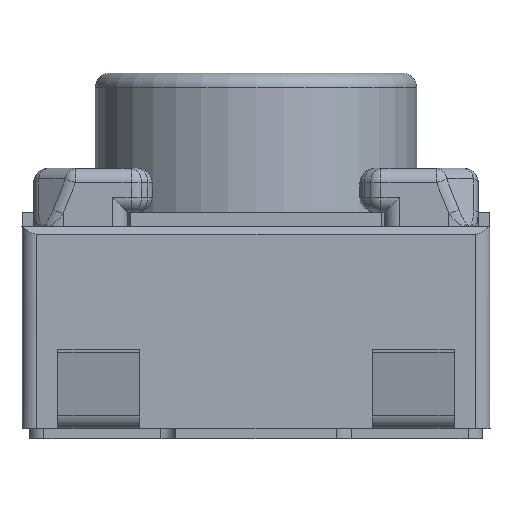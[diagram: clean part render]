
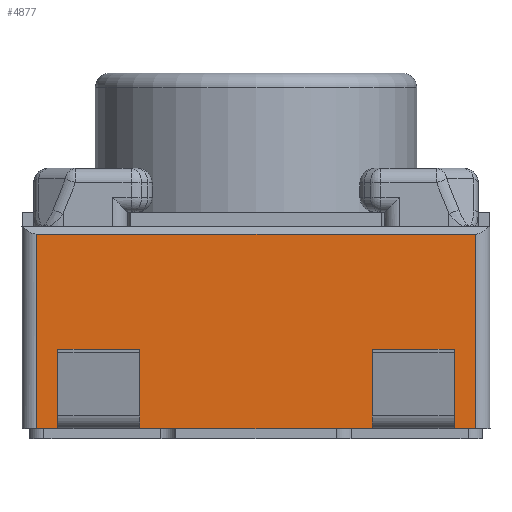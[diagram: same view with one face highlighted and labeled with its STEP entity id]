
A CAD part, front view. The second image highlights one B-rep face of the part: STEP entity #4877.
In plain terms, the highlighted face is planar.
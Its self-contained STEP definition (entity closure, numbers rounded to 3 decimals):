
#149=PLANE('',#5331);
#239=LINE('',#7411,#681);
#264=LINE('',#7477,#706);
#272=LINE('',#7497,#714);
#444=LINE('',#8087,#886);
#445=LINE('',#8089,#887);
#446=LINE('',#8090,#888);
#447=LINE('',#8092,#889);
#448=LINE('',#8094,#890);
#449=LINE('',#8095,#891);
#450=LINE('',#8097,#892);
#451=LINE('',#8099,#893);
#452=LINE('',#8100,#894);
#681=VECTOR('',#5811,10.);
#706=VECTOR('',#5858,10.);
#714=VECTOR('',#5876,10.);
#886=VECTOR('',#6348,10.);
#887=VECTOR('',#6349,10.);
#888=VECTOR('',#6350,10.);
#889=VECTOR('',#6351,10.);
#890=VECTOR('',#6352,10.);
#891=VECTOR('',#6353,10.);
#892=VECTOR('',#6354,10.);
#893=VECTOR('',#6355,10.);
#894=VECTOR('',#6356,10.);
#1325=FACE_OUTER_BOUND('',#1643,.T.);
#1643=EDGE_LOOP('',(#3802,#3803,#3804,#3805,#3806,#3807,#3808,#3809,#3810,
#3811,#3812,#3813));
#2167=VERTEX_POINT('',#7409);
#2168=VERTEX_POINT('',#7410);
#2180=VERTEX_POINT('',#7436);
#2198=VERTEX_POINT('',#7475);
#2200=VERTEX_POINT('',#7484);
#2205=VERTEX_POINT('',#7495);
#2395=VERTEX_POINT('',#8086);
#2396=VERTEX_POINT('',#8088);
#2397=VERTEX_POINT('',#8091);
#2398=VERTEX_POINT('',#8093);
#2399=VERTEX_POINT('',#8096);
#2400=VERTEX_POINT('',#8098);
#2591=EDGE_CURVE('',#2167,#2168,#239,.T.);
#2624=EDGE_CURVE('',#2180,#2198,#264,.T.);
#2634=EDGE_CURVE('',#2200,#2205,#272,.T.);
#2900=EDGE_CURVE('',#2395,#2168,#444,.T.);
#2901=EDGE_CURVE('',#2396,#2395,#445,.T.);
#2902=EDGE_CURVE('',#2180,#2396,#446,.T.);
#2903=EDGE_CURVE('',#2397,#2198,#447,.T.);
#2904=EDGE_CURVE('',#2398,#2397,#448,.T.);
#2905=EDGE_CURVE('',#2200,#2398,#449,.T.);
#2906=EDGE_CURVE('',#2399,#2205,#450,.T.);
#2907=EDGE_CURVE('',#2400,#2399,#451,.T.);
#2908=EDGE_CURVE('',#2167,#2400,#452,.T.);
#3802=ORIENTED_EDGE('',*,*,#2900,.F.);
#3803=ORIENTED_EDGE('',*,*,#2901,.F.);
#3804=ORIENTED_EDGE('',*,*,#2902,.F.);
#3805=ORIENTED_EDGE('',*,*,#2624,.T.);
#3806=ORIENTED_EDGE('',*,*,#2903,.F.);
#3807=ORIENTED_EDGE('',*,*,#2904,.F.);
#3808=ORIENTED_EDGE('',*,*,#2905,.F.);
#3809=ORIENTED_EDGE('',*,*,#2634,.T.);
#3810=ORIENTED_EDGE('',*,*,#2906,.F.);
#3811=ORIENTED_EDGE('',*,*,#2907,.F.);
#3812=ORIENTED_EDGE('',*,*,#2908,.F.);
#3813=ORIENTED_EDGE('',*,*,#2591,.T.);
#4877=ADVANCED_FACE('',(#1325),#149,.T.);
#5331=AXIS2_PLACEMENT_3D('',#8085,#6346,#6347);
#5811=DIRECTION('',(0.,0.,-1.));
#5858=DIRECTION('',(0.,0.,-1.));
#5876=DIRECTION('',(0.,0.,-1.));
#6346=DIRECTION('center_axis',(1.,0.,0.));
#6347=DIRECTION('ref_axis',(0.,-1.,0.));
#6348=DIRECTION('',(0.,-1.,0.));
#6349=DIRECTION('',(0.,0.,1.));
#6350=DIRECTION('',(0.,1.,0.));
#6351=DIRECTION('',(0.,-1.,0.));
#6352=DIRECTION('',(0.,0.,1.));
#6353=DIRECTION('',(0.,1.,0.));
#6354=DIRECTION('',(0.,-1.,0.));
#6355=DIRECTION('',(0.,0.,-1.));
#6356=DIRECTION('',(0.,1.,0.));
#7409=CARTESIAN_POINT('',(2.1,0.07,1.5));
#7410=CARTESIAN_POINT('',(2.1,0.07,1.355));
#7411=CARTESIAN_POINT('',(2.1,0.07,1.5));
#7436=CARTESIAN_POINT('',(2.1,0.07,0.795));
#7475=CARTESIAN_POINT('',(2.1,0.07,-0.795));
#7477=CARTESIAN_POINT('',(2.1,0.07,0.795));
#7484=CARTESIAN_POINT('',(2.1,0.07,-1.355));
#7495=CARTESIAN_POINT('',(2.1,0.07,-1.5));
#7497=CARTESIAN_POINT('',(2.1,0.07,-1.355));
#8085=CARTESIAN_POINT('Origin',(2.1,-0.063,-1.8));
#8086=CARTESIAN_POINT('',(2.1,0.17,1.355));
#8087=CARTESIAN_POINT('',(2.1,0.17,1.355));
#8088=CARTESIAN_POINT('',(2.1,0.17,0.795));
#8089=CARTESIAN_POINT('',(2.1,0.17,0.795));
#8090=CARTESIAN_POINT('',(2.1,0.07,0.795));
#8091=CARTESIAN_POINT('',(2.1,0.17,-0.795));
#8092=CARTESIAN_POINT('',(2.1,0.17,-0.795));
#8093=CARTESIAN_POINT('',(2.1,0.17,-1.355));
#8094=CARTESIAN_POINT('',(2.1,0.17,-1.355));
#8095=CARTESIAN_POINT('',(2.1,0.07,-1.355));
#8096=CARTESIAN_POINT('',(2.1,1.4,-1.5));
#8097=CARTESIAN_POINT('',(2.1,1.4,-1.5));
#8098=CARTESIAN_POINT('',(2.1,1.4,1.5));
#8099=CARTESIAN_POINT('',(2.1,1.4,1.5));
#8100=CARTESIAN_POINT('',(2.1,0.07,1.5));
